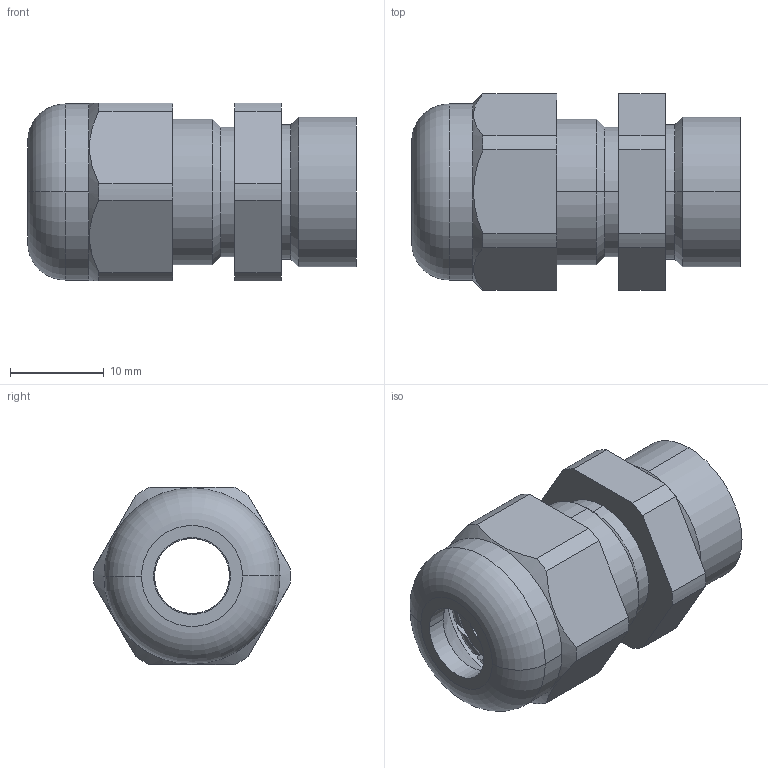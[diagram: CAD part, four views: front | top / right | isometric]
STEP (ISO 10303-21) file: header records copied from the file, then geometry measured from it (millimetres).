
FILE_DESCRIPTION (( 'STEP AP214' ), '1' );
FILE_NAME ('2050315.stp', '2019-11-22T10:11:07', ( '' ), ( '' ), 'SwSTEP 2.0', 'SolidWorks 2018', '' );
FILE_SCHEMA (( 'AUTOMOTIVE_DESIGN' ));
Length unit declared in the file: millimetre
Products named in the file (4): EV114-16-01_Standard; EV131-09-02_M16; 2050315; EV501_PG09
Assembly tree (3 placements, depth 2):
  2050315
    EV114-16-01_Standard
    EV131-09-02_M16
    EV501_PG09
Bounding box: 35.1 x 20.99 x 19 mm (x, y, z)
Volume: 6099.3 mm3; surface area: 5695.7 mm2
Topology: 3 solids, 3 shells, 169 faces, 456 edges, 295 vertices
Faces by surface type: cylinder 58, plane 50, torus 40, cone 21
Entity records: 5869 total; most frequent: CARTESIAN_POINT 1462, ORIENTED_EDGE 912, DIRECTION 907, EDGE_CURVE 456, AXIS2_PLACEMENT_3D 364, VERTEX_POINT 295, CIRCLE 189, LINE 179
